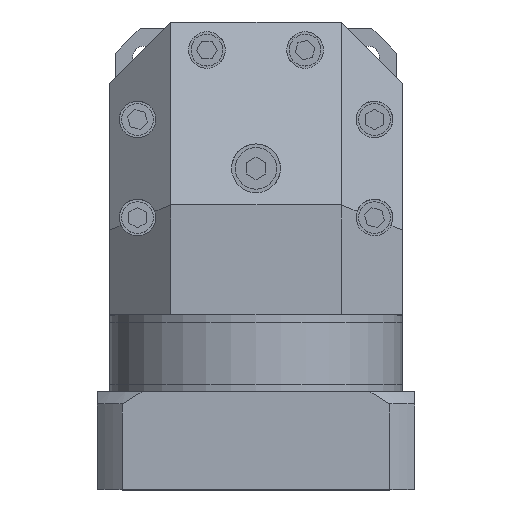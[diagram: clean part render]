
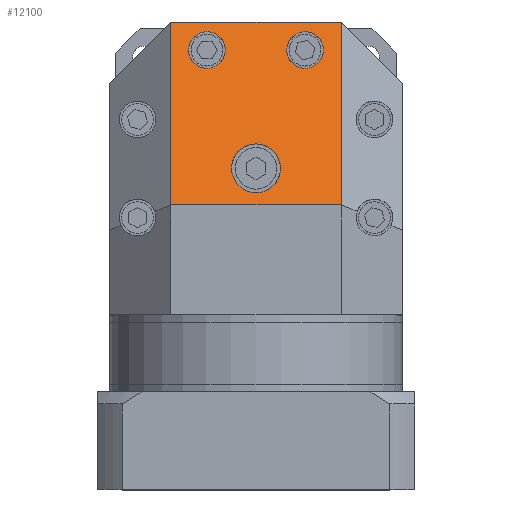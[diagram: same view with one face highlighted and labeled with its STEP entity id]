
A CAD part, top view. The second image highlights one B-rep face of the part: STEP entity #12100.
In plain terms, the highlighted planar face has unit normal (0, 0.707, 0.707).
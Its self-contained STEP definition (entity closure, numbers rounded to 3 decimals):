
#322 = FACE_BOUND ( 'NONE', #9967, .T. ) ;
#341 = DIRECTION ( 'NONE',  ( 0., -0.707, -0.707 ) ) ;
#376 = CARTESIAN_POINT ( 'NONE',  ( -12.591, 33.504, 11.496 ) ) ;
#580 = CARTESIAN_POINT ( 'NONE',  ( -12.591, 48.504, -3.504 ) ) ;
#644 = EDGE_CURVE ( 'NONE', #13753, #13525, #12455, .T. ) ;
#805 = EDGE_CURVE ( 'NONE', #9041, #13196, #7949, .T. ) ;
#842 = ORIENTED_EDGE ( 'NONE', *, *, #5505, .F. ) ;
#1001 = ORIENTED_EDGE ( 'NONE', *, *, #805, .F. ) ;
#1399 = CARTESIAN_POINT ( 'NONE',  ( 35., -15., 60. ) ) ;
#1572 = CARTESIAN_POINT ( 'NONE',  ( -35., -15., 60. ) ) ;
#1702 = CARTESIAN_POINT ( 'NONE',  ( -12.591, 63.504, -18.504 ) ) ;
#2350 = VERTEX_POINT ( 'NONE', #12745 ) ;
#2604 = ORIENTED_EDGE ( 'NONE', *, *, #9210, .F. ) ;
#2894 = VERTEX_POINT ( 'NONE', #4725 ) ;
#3027 = CARTESIAN_POINT ( 'NONE',  ( 0., -15., 60. ) ) ;
#3093 = CARTESIAN_POINT ( 'NONE',  ( 10., 0., 45. ) ) ;
#3481 = CARTESIAN_POINT ( 'NONE',  ( -10., -20., 65. ) ) ;
#3836 = CARTESIAN_POINT ( 'NONE',  ( -35., 60., -15. ) ) ;
#4019 = ORIENTED_EDGE ( 'NONE', *, *, #644, .F. ) ;
#4064 = VECTOR ( 'NONE', #4135, 1000. ) ;
#4135 = DIRECTION ( 'NONE',  ( 1., 0., 0. ) ) ;
#4231 = CARTESIAN_POINT ( 'NONE',  ( 10., 20., 25. ) ) ;
#4469 = CARTESIAN_POINT ( 'NONE',  ( 27.591, 63.504, -18.504 ) ) ;
#4589 = CARTESIAN_POINT ( 'NONE',  ( 10., -20., 65. ) ) ;
#4649 = VERTEX_POINT ( 'NONE', #1399 ) ;
#4725 = CARTESIAN_POINT ( 'NONE',  ( 35., 60., -15. ) ) ;
#5231 = LINE ( 'NONE', #5736, #10507 ) ;
#5340 = CARTESIAN_POINT ( 'NONE',  ( -10., 0., 45. ) ) ;
#5505 = EDGE_CURVE ( 'NONE', #13196, #9041, #6369, .T. ) ;
#5736 = CARTESIAN_POINT ( 'NONE',  ( -35., -15., 60. ) ) ;
#5807 = EDGE_CURVE ( 'NONE', #4649, #8662, #13450, .T. ) ;
#5959 = FACE_OUTER_BOUND ( 'NONE', #8378, .T. ) ;
#6023 =( BOUNDED_CURVE ( )  B_SPLINE_CURVE ( 3, ( #6812, #3481, #4589, #12415 ),
 .UNSPECIFIED., .F., .F. ) 
 B_SPLINE_CURVE_WITH_KNOTS ( ( 4, 4 ),
 ( 4.712, 7.854 ),
 .UNSPECIFIED. ) 
 CURVE ( )  GEOMETRIC_REPRESENTATION_ITEM ( )  RATIONAL_B_SPLINE_CURVE ( ( 1., 0.333, 0.333, 1. ) ) 
 REPRESENTATION_ITEM ( '' )  );
#6063 = CARTESIAN_POINT ( 'NONE',  ( -27.591, 48.504, -3.504 ) ) ;
#6369 =( BOUNDED_CURVE ( )  B_SPLINE_CURVE ( 3, ( #14460, #4469, #13392, #6743 ),
 .UNSPECIFIED., .F., .T. ) 
 B_SPLINE_CURVE_WITH_KNOTS ( ( 4, 4 ),
 ( 1.571, 4.712 ),
 .UNSPECIFIED. ) 
 CURVE ( )  GEOMETRIC_REPRESENTATION_ITEM ( )  RATIONAL_B_SPLINE_CURVE ( ( 1., 0.333, 0.333, 1. ) ) 
 REPRESENTATION_ITEM ( '' )  );
#6401 = ORIENTED_EDGE ( 'NONE', *, *, #11201, .F. ) ;
#6473 = VERTEX_POINT ( 'NONE', #8850 ) ;
#6474 = CARTESIAN_POINT ( 'NONE',  ( -12.591, 48.504, -3.504 ) ) ;
#6489 = EDGE_CURVE ( 'NONE', #4649, #2894, #9292, .T. ) ;
#6575 = EDGE_CURVE ( 'NONE', #13027, #8662, #5231, .T. ) ;
#6682 = CARTESIAN_POINT ( 'NONE',  ( 35., -15., 60. ) ) ;
#6743 = CARTESIAN_POINT ( 'NONE',  ( 12.591, 48.504, -3.504 ) ) ;
#6812 = CARTESIAN_POINT ( 'NONE',  ( -10., 0., 45. ) ) ;
#6875 = DIRECTION ( 'NONE',  ( 0., -0.707, 0.707 ) ) ;
#7062 = LINE ( 'NONE', #13011, #4064 ) ;
#7108 = CARTESIAN_POINT ( 'NONE',  ( 0., -15., 60. ) ) ;
#7142 = CARTESIAN_POINT ( 'NONE',  ( -27.591, 33.504, 11.496 ) ) ;
#7227 = AXIS2_PLACEMENT_3D ( 'NONE', #7108, #341, #8169 ) ;
#7949 =( BOUNDED_CURVE ( )  B_SPLINE_CURVE ( 3, ( #11245, #12151, #8343, #8048 ),
 .UNSPECIFIED., .F., .F. ) 
 B_SPLINE_CURVE_WITH_KNOTS ( ( 4, 4 ),
 ( 4.712, 7.854 ),
 .UNSPECIFIED. ) 
 CURVE ( )  GEOMETRIC_REPRESENTATION_ITEM ( )  RATIONAL_B_SPLINE_CURVE ( ( 1., 0.333, 0.333, 1. ) ) 
 REPRESENTATION_ITEM ( '' )  );
#8048 = CARTESIAN_POINT ( 'NONE',  ( 27.591, 48.504, -3.504 ) ) ;
#8169 = DIRECTION ( 'NONE',  ( -1., 0., 0. ) ) ;
#8219 = CARTESIAN_POINT ( 'NONE',  ( -12.591, 48.504, -3.504 ) ) ;
#8343 = CARTESIAN_POINT ( 'NONE',  ( 27.591, 33.504, 11.496 ) ) ;
#8378 = EDGE_LOOP ( 'NONE', ( #6401, #10321, #11022, #12061 ) ) ;
#8416 = CARTESIAN_POINT ( 'NONE',  ( -27.591, 63.504, -18.504 ) ) ;
#8662 = VERTEX_POINT ( 'NONE', #1572 ) ;
#8850 = CARTESIAN_POINT ( 'NONE',  ( 10., 0., 45. ) ) ;
#8904 = FACE_BOUND ( 'NONE', #9195, .T. ) ;
#8909 = VECTOR ( 'NONE', #13346, 1000. ) ;
#9041 = VERTEX_POINT ( 'NONE', #13451 ) ;
#9195 = EDGE_LOOP ( 'NONE', ( #9979, #13801 ) ) ;
#9210 = EDGE_CURVE ( 'NONE', #13525, #13753, #11579, .T. ) ;
#9292 = LINE ( 'NONE', #6682, #8909 ) ;
#9671 = EDGE_CURVE ( 'NONE', #2350, #6473, #6023, .T. ) ;
#9967 = EDGE_LOOP ( 'NONE', ( #4019, #2604 ) ) ;
#9979 = ORIENTED_EDGE ( 'NONE', *, *, #11808, .F. ) ;
#10321 = ORIENTED_EDGE ( 'NONE', *, *, #6575, .T. ) ;
#10507 = VECTOR ( 'NONE', #6875, 1000. ) ;
#10819 = CARTESIAN_POINT ( 'NONE',  ( 27.591, 48.504, -3.504 ) ) ;
#11022 = ORIENTED_EDGE ( 'NONE', *, *, #5807, .F. ) ;
#11201 = EDGE_CURVE ( 'NONE', #13027, #2894, #7062, .T. ) ;
#11245 = CARTESIAN_POINT ( 'NONE',  ( 12.591, 48.504, -3.504 ) ) ;
#11524 = PLANE ( 'NONE',  #7227 ) ;
#11579 =( BOUNDED_CURVE ( )  B_SPLINE_CURVE ( 3, ( #13787, #7142, #376, #8219 ),
 .UNSPECIFIED., .F., .T. ) 
 B_SPLINE_CURVE_WITH_KNOTS ( ( 4, 4 ),
 ( 4.712, 7.854 ),
 .UNSPECIFIED. ) 
 CURVE ( )  GEOMETRIC_REPRESENTATION_ITEM ( )  RATIONAL_B_SPLINE_CURVE ( ( 1., 0.333, 0.333, 1. ) ) 
 REPRESENTATION_ITEM ( '' )  );
#11808 = EDGE_CURVE ( 'NONE', #6473, #2350, #12442, .T. ) ;
#12054 = CARTESIAN_POINT ( 'NONE',  ( -10., 20., 25. ) ) ;
#12061 = ORIENTED_EDGE ( 'NONE', *, *, #6489, .T. ) ;
#12100 = ADVANCED_FACE ( 'NONE', ( #12239, #322, #8904, #5959 ), #11524, .F. ) ;
#12151 = CARTESIAN_POINT ( 'NONE',  ( 12.591, 33.504, 11.496 ) ) ;
#12239 = FACE_BOUND ( 'NONE', #13026, .T. ) ;
#12415 = CARTESIAN_POINT ( 'NONE',  ( 10., 0., 45. ) ) ;
#12442 =( BOUNDED_CURVE ( )  B_SPLINE_CURVE ( 3, ( #3093, #4231, #12054, #5340 ),
 .UNSPECIFIED., .F., .F. ) 
 B_SPLINE_CURVE_WITH_KNOTS ( ( 4, 4 ),
 ( 1.571, 4.712 ),
 .UNSPECIFIED. ) 
 CURVE ( )  GEOMETRIC_REPRESENTATION_ITEM ( )  RATIONAL_B_SPLINE_CURVE ( ( 1., 0.333, 0.333, 1. ) ) 
 REPRESENTATION_ITEM ( '' )  );
#12455 =( BOUNDED_CURVE ( )  B_SPLINE_CURVE ( 3, ( #580, #1702, #8416, #13987 ),
 .UNSPECIFIED., .F., .T. ) 
 B_SPLINE_CURVE_WITH_KNOTS ( ( 4, 4 ),
 ( 1.571, 4.712 ),
 .UNSPECIFIED. ) 
 CURVE ( )  GEOMETRIC_REPRESENTATION_ITEM ( )  RATIONAL_B_SPLINE_CURVE ( ( 1., 0.333, 0.333, 1. ) ) 
 REPRESENTATION_ITEM ( '' )  );
#12745 = CARTESIAN_POINT ( 'NONE',  ( -10., 0., 45. ) ) ;
#13011 = CARTESIAN_POINT ( 'NONE',  ( -60., 60., -15. ) ) ;
#13026 = EDGE_LOOP ( 'NONE', ( #842, #1001 ) ) ;
#13027 = VERTEX_POINT ( 'NONE', #3836 ) ;
#13081 = VECTOR ( 'NONE', #14204, 1000. ) ;
#13196 = VERTEX_POINT ( 'NONE', #10819 ) ;
#13346 = DIRECTION ( 'NONE',  ( 0., 0.707, -0.707 ) ) ;
#13392 = CARTESIAN_POINT ( 'NONE',  ( 12.591, 63.504, -18.504 ) ) ;
#13450 = LINE ( 'NONE', #3027, #13081 ) ;
#13451 = CARTESIAN_POINT ( 'NONE',  ( 12.591, 48.504, -3.504 ) ) ;
#13525 = VERTEX_POINT ( 'NONE', #6063 ) ;
#13753 = VERTEX_POINT ( 'NONE', #6474 ) ;
#13787 = CARTESIAN_POINT ( 'NONE',  ( -27.591, 48.504, -3.504 ) ) ;
#13801 = ORIENTED_EDGE ( 'NONE', *, *, #9671, .F. ) ;
#13987 = CARTESIAN_POINT ( 'NONE',  ( -27.591, 48.504, -3.504 ) ) ;
#14204 = DIRECTION ( 'NONE',  ( -1., 0., 0. ) ) ;
#14460 = CARTESIAN_POINT ( 'NONE',  ( 27.591, 48.504, -3.504 ) ) ;
